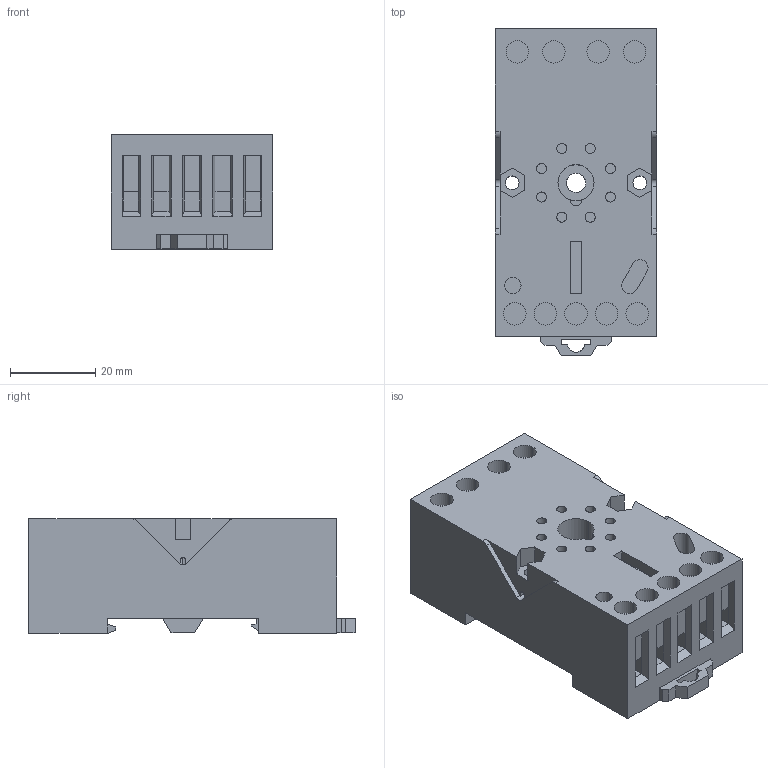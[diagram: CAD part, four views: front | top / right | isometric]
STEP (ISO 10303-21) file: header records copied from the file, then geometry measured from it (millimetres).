
FILE_DESCRIPTION(('CATIA V5R19 STEP'),'2;1');
FILE_NAME ('7170451_4_1132810000_S3D_SRD_ECO_2CO.stp','2015-03-31T09:19:35+00:00',('none'),('Weidmueller'),'CATIA Version 5 Release 20 SP 5 (IN-10)','CATIA V5 STEP AP214','none');
FILE_SCHEMA(('AUTOMOTIVE_DESIGN { 1 0 10303 214 1 1 1 1 }'));
Length unit declared in the file: millimetre
Products named in the file (1): S3D_SRD_ECO_2CO
Bounding box: 38 x 76.7 x 27 mm (x, y, z)
Volume: 64196.6 mm3; surface area: 16815.7 mm2
Topology: 2 solids, 2 shells, 274 faces, 740 edges, 499 vertices
Faces by surface type: plane 217, cylinder 57
Entity records: 10027 total; most frequent: CARTESIAN_POINT 1600, ORIENTED_EDGE 1480, DIRECTION 1051, EDGE_CURVE 740, VECTOR 567, LINE 567, VERTEX_POINT 499, EDGE_LOOP 317
